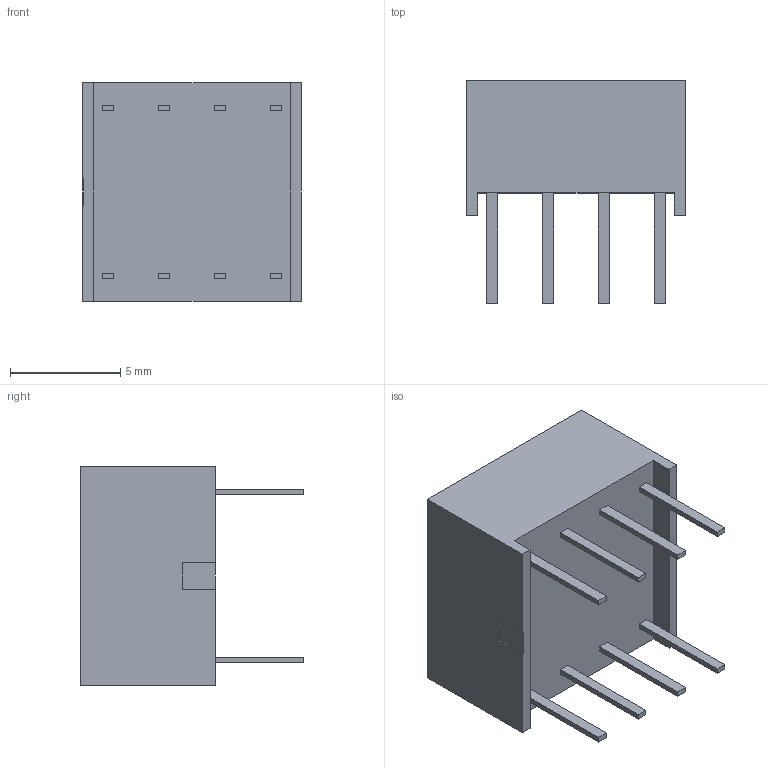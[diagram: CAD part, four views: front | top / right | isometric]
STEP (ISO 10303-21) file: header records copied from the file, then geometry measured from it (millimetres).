
FILE_DESCRIPTION (( 'STEP AP214' ), '1' );
FILE_NAME ('KB-2655.STEP', '2008-09-06T19:03:09', ( '' ), ( '' ), 'SwSTEP 2.0', 'SolidWorks 2008', '' );
FILE_SCHEMA (( 'AUTOMOTIVE_DESIGN' ));
Length unit declared in the file: millimetre
Products named in the file (1): KB-2655
Bounding box: 9.94 x 10.13 x 9.94 mm (x, y, z)
Volume: 756.9 mm3; surface area: 770.5 mm2
Topology: 10 solids, 10 shells, 351 faces, 909 edges, 606 vertices
Faces by surface type: plane 235, bspline 116
Entity records: 19496 total; most frequent: CARTESIAN_POINT 8255, ORIENTED_EDGE 1818, DIRECTION 1149, EDGE_CURVE 909, VECTOR 677, LINE 677, VERTEX_POINT 606, EDGE_LOOP 379
